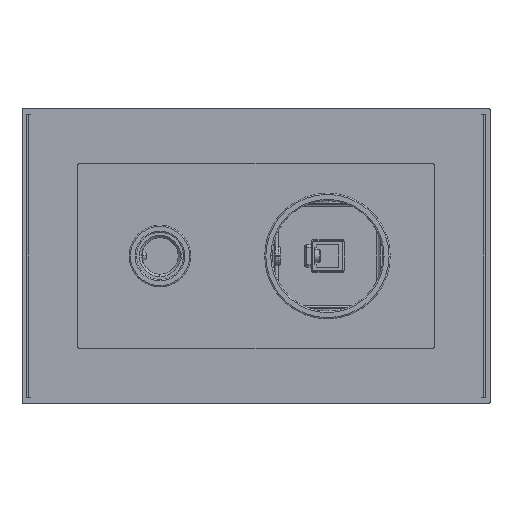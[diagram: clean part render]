
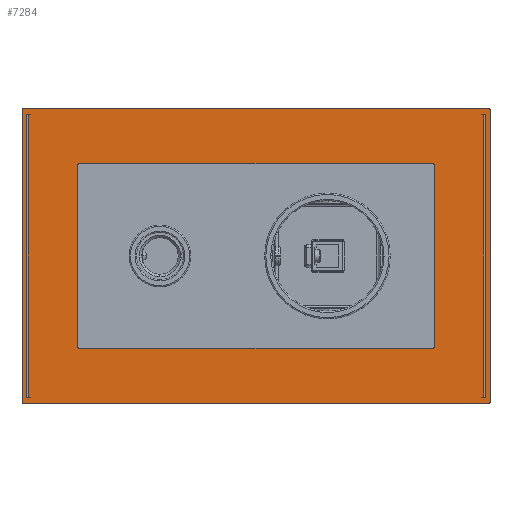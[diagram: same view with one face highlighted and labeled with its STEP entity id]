
A CAD part, left-side view. The second image highlights one B-rep face of the part: STEP entity #7284.
In plain terms, the highlighted planar face has unit normal (-1, 0, 0).
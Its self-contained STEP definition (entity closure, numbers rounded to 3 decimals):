
#5653=CARTESIAN_POINT('',(-10.,-65.5,-59.5));
#5654=DIRECTION('',(-1.,0.,0.));
#5655=DIRECTION('',(0.,0.,-1.));
#5656=AXIS2_PLACEMENT_3D('',#5653,#5654,#5655);
#5658=DIRECTION('',(0.,1.,0.));
#5659=VECTOR('',#5658,189.);
#5660=CARTESIAN_POINT('',(-10.,-65.5,-60.));
#5661=LINE('',#5660,#5659);
#5662=CARTESIAN_POINT('',(-10.,123.5,-59.5));
#5663=DIRECTION('',(-1.,0.,0.));
#5664=DIRECTION('',(0.,1.,0.));
#5665=AXIS2_PLACEMENT_3D('',#5662,#5663,#5664);
#5667=DIRECTION('',(0.,0.,1.));
#5668=VECTOR('',#5667,119.);
#5669=CARTESIAN_POINT('',(-10.,124.,-59.5));
#5670=LINE('',#5669,#5668);
#5671=CARTESIAN_POINT('',(-10.,123.5,59.5));
#5672=DIRECTION('',(-1.,0.,0.));
#5673=DIRECTION('',(0.,0.,1.));
#5674=AXIS2_PLACEMENT_3D('',#5671,#5672,#5673);
#5676=DIRECTION('',(0.,-1.,0.));
#5677=VECTOR('',#5676,189.);
#5678=CARTESIAN_POINT('',(-10.,123.5,60.));
#5679=LINE('',#5678,#5677);
#5680=CARTESIAN_POINT('',(-10.,-65.5,59.5));
#5681=DIRECTION('',(-1.,0.,0.));
#5682=DIRECTION('',(0.,-1.,0.));
#5683=AXIS2_PLACEMENT_3D('',#5680,#5681,#5682);
#5685=DIRECTION('',(0.,0.,-1.));
#5686=VECTOR('',#5685,119.);
#5687=CARTESIAN_POINT('',(-10.,-66.,59.5));
#5688=LINE('',#5687,#5686);
#5689=DIRECTION('',(0.,-1.,0.));
#5690=VECTOR('',#5689,1.5);
#5691=CARTESIAN_POINT('',(-10.,-62.5,57.5));
#5692=LINE('',#5691,#5690);
#5693=CARTESIAN_POINT('',(-10.,-62.5,56.5));
#5694=DIRECTION('',(-1.,0.,0.));
#5695=DIRECTION('',(0.,-1.,0.));
#5696=AXIS2_PLACEMENT_3D('',#5693,#5694,#5695);
#5698=DIRECTION('',(0.,0.,1.));
#5699=VECTOR('',#5698,113.);
#5700=CARTESIAN_POINT('',(-10.,-63.5,-56.5));
#5701=LINE('',#5700,#5699);
#5702=CARTESIAN_POINT('',(-10.,-62.5,-56.5));
#5703=DIRECTION('',(-1.,0.,0.));
#5704=DIRECTION('',(0.,0.,-1.));
#5705=AXIS2_PLACEMENT_3D('',#5702,#5703,#5704);
#5707=DIRECTION('',(0.,1.,0.));
#5708=VECTOR('',#5707,1.5);
#5709=CARTESIAN_POINT('',(-10.,-64.,-57.5));
#5710=LINE('',#5709,#5708);
#5711=DIRECTION('',(0.,0.,-1.));
#5712=VECTOR('',#5711,115.);
#5713=CARTESIAN_POINT('',(-10.,-64.,57.5));
#5714=LINE('',#5713,#5712);
#5715=DIRECTION('',(0.,1.,0.));
#5716=VECTOR('',#5715,143.);
#5717=CARTESIAN_POINT('',(-10.,-42.5,-37.5));
#5718=LINE('',#5717,#5716);
#5719=DIRECTION('',(0.,0.,-1.));
#5720=VECTOR('',#5719,73.);
#5721=CARTESIAN_POINT('',(-10.,-43.5,36.5));
#5722=LINE('',#5721,#5720);
#5723=DIRECTION('',(0.,-1.,0.));
#5724=VECTOR('',#5723,143.);
#5725=CARTESIAN_POINT('',(-10.,100.5,37.5));
#5726=LINE('',#5725,#5724);
#5727=DIRECTION('',(0.,0.,1.));
#5728=VECTOR('',#5727,73.);
#5729=CARTESIAN_POINT('',(-10.,101.5,-36.5));
#5730=LINE('',#5729,#5728);
#5731=DIRECTION('',(0.,1.,0.));
#5732=VECTOR('',#5731,1.5);
#5733=CARTESIAN_POINT('',(-10.,120.5,-57.5));
#5734=LINE('',#5733,#5732);
#5735=CARTESIAN_POINT('',(-10.,120.5,-56.5));
#5736=DIRECTION('',(-1.,0.,0.));
#5737=DIRECTION('',(0.,1.,0.));
#5738=AXIS2_PLACEMENT_3D('',#5735,#5736,#5737);
#5740=DIRECTION('',(0.,0.,-1.));
#5741=VECTOR('',#5740,113.);
#5742=CARTESIAN_POINT('',(-10.,121.5,56.5));
#5743=LINE('',#5742,#5741);
#5744=CARTESIAN_POINT('',(-10.,120.5,56.5));
#5745=DIRECTION('',(-1.,0.,0.));
#5746=DIRECTION('',(0.,0.,1.));
#5747=AXIS2_PLACEMENT_3D('',#5744,#5745,#5746);
#5749=DIRECTION('',(0.,-1.,0.));
#5750=VECTOR('',#5749,1.5);
#5751=CARTESIAN_POINT('',(-10.,122.,57.5));
#5752=LINE('',#5751,#5750);
#5753=DIRECTION('',(0.,0.,1.));
#5754=VECTOR('',#5753,115.);
#5755=CARTESIAN_POINT('',(-10.,122.,-57.5));
#5756=LINE('',#5755,#5754);
#6240=CARTESIAN_POINT('',(-10.,-42.5,-36.5));
#6241=DIRECTION('',(1.,0.,0.));
#6242=DIRECTION('',(0.,-1.,0.));
#6243=AXIS2_PLACEMENT_3D('',#6240,#6241,#6242);
#6258=CARTESIAN_POINT('',(-10.,-42.5,36.5));
#6259=DIRECTION('',(1.,0.,0.));
#6260=DIRECTION('',(0.,0.,1.));
#6261=AXIS2_PLACEMENT_3D('',#6258,#6259,#6260);
#6276=CARTESIAN_POINT('',(-10.,100.5,36.5));
#6277=DIRECTION('',(1.,0.,0.));
#6278=DIRECTION('',(0.,1.,0.));
#6279=AXIS2_PLACEMENT_3D('',#6276,#6277,#6278);
#6294=CARTESIAN_POINT('',(-10.,100.5,-36.5));
#6295=DIRECTION('',(1.,0.,0.));
#6296=DIRECTION('',(0.,0.,-1.));
#6297=AXIS2_PLACEMENT_3D('',#6294,#6295,#6296);
#6312=CARTESIAN_POINT('',(-10.,122.,-57.5));
#6313=CARTESIAN_POINT('',(-10.,122.,57.5));
#6314=VERTEX_POINT('',#6312);
#6315=VERTEX_POINT('',#6313);
#6316=CARTESIAN_POINT('',(-10.,-64.,57.5));
#6317=CARTESIAN_POINT('',(-10.,-64.,-57.5));
#6318=VERTEX_POINT('',#6316);
#6319=VERTEX_POINT('',#6317);
#6344=CARTESIAN_POINT('',(-10.,-65.5,-60.));
#6345=CARTESIAN_POINT('',(-10.,-66.,-59.5));
#6346=VERTEX_POINT('',#6344);
#6347=VERTEX_POINT('',#6345);
#6348=CARTESIAN_POINT('',(-10.,124.,-59.5));
#6349=CARTESIAN_POINT('',(-10.,123.5,-60.));
#6350=VERTEX_POINT('',#6348);
#6351=VERTEX_POINT('',#6349);
#6352=CARTESIAN_POINT('',(-10.,123.5,60.));
#6353=CARTESIAN_POINT('',(-10.,124.,59.5));
#6354=VERTEX_POINT('',#6352);
#6355=VERTEX_POINT('',#6353);
#6356=CARTESIAN_POINT('',(-10.,-66.,59.5));
#6357=CARTESIAN_POINT('',(-10.,-65.5,60.));
#6358=VERTEX_POINT('',#6356);
#6359=VERTEX_POINT('',#6357);
#6501=CARTESIAN_POINT('',(-10.,-43.5,36.5));
#6503=VERTEX_POINT('',#6501);
#6505=CARTESIAN_POINT('',(-10.,-42.5,37.5));
#6507=VERTEX_POINT('',#6505);
#6509=CARTESIAN_POINT('',(-10.,-42.5,-37.5));
#6511=VERTEX_POINT('',#6509);
#6513=CARTESIAN_POINT('',(-10.,-43.5,-36.5));
#6515=VERTEX_POINT('',#6513);
#6517=CARTESIAN_POINT('',(-10.,101.5,-36.5));
#6519=VERTEX_POINT('',#6517);
#6521=CARTESIAN_POINT('',(-10.,100.5,-37.5));
#6523=VERTEX_POINT('',#6521);
#6525=CARTESIAN_POINT('',(-10.,100.5,37.5));
#6527=VERTEX_POINT('',#6525);
#6529=CARTESIAN_POINT('',(-10.,101.5,36.5));
#6531=VERTEX_POINT('',#6529);
#6532=CARTESIAN_POINT('',(-10.,-63.5,-56.5));
#6534=VERTEX_POINT('',#6532);
#6536=CARTESIAN_POINT('',(-10.,-63.5,56.5));
#6538=VERTEX_POINT('',#6536);
#6540=CARTESIAN_POINT('',(-10.,121.5,56.5));
#6542=VERTEX_POINT('',#6540);
#6544=CARTESIAN_POINT('',(-10.,121.5,-56.5));
#6546=VERTEX_POINT('',#6544);
#6552=CARTESIAN_POINT('',(-10.,-62.5,-57.5));
#6553=VERTEX_POINT('',#6552);
#6554=CARTESIAN_POINT('',(-10.,120.5,-57.5));
#6555=VERTEX_POINT('',#6554);
#6560=CARTESIAN_POINT('',(-10.,-62.5,57.5));
#6561=VERTEX_POINT('',#6560);
#6562=CARTESIAN_POINT('',(-10.,120.5,57.5));
#6563=VERTEX_POINT('',#6562);
#7218=CARTESIAN_POINT('',(-10.,29.,0.));
#7219=DIRECTION('',(1.,0.,0.));
#7220=DIRECTION('',(0.,0.,-1.));
#7221=AXIS2_PLACEMENT_3D('',#7218,#7219,#7220);
#7222=PLANE('',#7221);
#7224=ORIENTED_EDGE('',*,*,#7223,.F.);
#7226=ORIENTED_EDGE('',*,*,#7225,.T.);
#7228=ORIENTED_EDGE('',*,*,#7227,.F.);
#7230=ORIENTED_EDGE('',*,*,#7229,.T.);
#7232=ORIENTED_EDGE('',*,*,#7231,.F.);
#7234=ORIENTED_EDGE('',*,*,#7233,.T.);
#7236=ORIENTED_EDGE('',*,*,#7235,.F.);
#7238=ORIENTED_EDGE('',*,*,#7237,.T.);
#7239=EDGE_LOOP('',(#7224,#7226,#7228,#7230,#7232,#7234,#7236,#7238));
#7240=FACE_OUTER_BOUND('',#7239,.F.);
#7242=ORIENTED_EDGE('',*,*,#7241,.F.);
#7244=ORIENTED_EDGE('',*,*,#7243,.F.);
#7246=ORIENTED_EDGE('',*,*,#7245,.F.);
#7247=ORIENTED_EDGE('',*,*,#7203,.F.);
#7248=ORIENTED_EDGE('',*,*,#7135,.F.);
#7250=ORIENTED_EDGE('',*,*,#7249,.F.);
#7251=EDGE_LOOP('',(#7242,#7244,#7246,#7247,#7248,#7250));
#7252=FACE_BOUND('',#7251,.F.);
#7254=ORIENTED_EDGE('',*,*,#7253,.F.);
#7256=ORIENTED_EDGE('',*,*,#7255,.F.);
#7258=ORIENTED_EDGE('',*,*,#7257,.F.);
#7260=ORIENTED_EDGE('',*,*,#7259,.F.);
#7262=ORIENTED_EDGE('',*,*,#7261,.F.);
#7264=ORIENTED_EDGE('',*,*,#7263,.F.);
#7266=ORIENTED_EDGE('',*,*,#7265,.F.);
#7268=ORIENTED_EDGE('',*,*,#7267,.F.);
#7269=EDGE_LOOP('',(#7254,#7256,#7258,#7260,#7262,#7264,#7266,#7268));
#7270=FACE_BOUND('',#7269,.F.);
#7271=ORIENTED_EDGE('',*,*,#7128,.F.);
#7273=ORIENTED_EDGE('',*,*,#7272,.F.);
#7275=ORIENTED_EDGE('',*,*,#7274,.F.);
#7277=ORIENTED_EDGE('',*,*,#7276,.F.);
#7279=ORIENTED_EDGE('',*,*,#7278,.F.);
#7281=ORIENTED_EDGE('',*,*,#7280,.F.);
#7282=EDGE_LOOP('',(#7271,#7273,#7275,#7277,#7279,#7281));
#7283=FACE_BOUND('',#7282,.F.);
#7284=ADVANCED_FACE('',(#7240,#7252,#7270,#7283),#7222,.F.);
#5657=CIRCLE('',#5656,0.5);
#5666=CIRCLE('',#5665,0.5);
#5675=CIRCLE('',#5674,0.5);
#5684=CIRCLE('',#5683,0.5);
#5697=CIRCLE('',#5696,1.);
#5706=CIRCLE('',#5705,1.);
#5739=CIRCLE('',#5738,1.);
#5748=CIRCLE('',#5747,1.);
#6244=CIRCLE('',#6243,1.);
#6262=CIRCLE('',#6261,1.);
#6280=CIRCLE('',#6279,1.);
#6298=CIRCLE('',#6297,1.);
#7128=EDGE_CURVE('',#6555,#6314,#5734,.T.);
#7135=EDGE_CURVE('',#6319,#6553,#5710,.T.);
#7203=EDGE_CURVE('',#6553,#6534,#5706,.T.);
#7223=EDGE_CURVE('',#6346,#6347,#5657,.T.);
#7225=EDGE_CURVE('',#6346,#6351,#5661,.T.);
#7227=EDGE_CURVE('',#6350,#6351,#5666,.T.);
#7229=EDGE_CURVE('',#6350,#6355,#5670,.T.);
#7231=EDGE_CURVE('',#6354,#6355,#5675,.T.);
#7233=EDGE_CURVE('',#6354,#6359,#5679,.T.);
#7235=EDGE_CURVE('',#6358,#6359,#5684,.T.);
#7237=EDGE_CURVE('',#6358,#6347,#5688,.T.);
#7241=EDGE_CURVE('',#6561,#6318,#5692,.T.);
#7243=EDGE_CURVE('',#6538,#6561,#5697,.T.);
#7245=EDGE_CURVE('',#6534,#6538,#5701,.T.);
#7249=EDGE_CURVE('',#6318,#6319,#5714,.T.);
#7253=EDGE_CURVE('',#6511,#6523,#5718,.T.);
#7255=EDGE_CURVE('',#6515,#6511,#6244,.T.);
#7257=EDGE_CURVE('',#6503,#6515,#5722,.T.);
#7259=EDGE_CURVE('',#6507,#6503,#6262,.T.);
#7261=EDGE_CURVE('',#6527,#6507,#5726,.T.);
#7263=EDGE_CURVE('',#6531,#6527,#6280,.T.);
#7265=EDGE_CURVE('',#6519,#6531,#5730,.T.);
#7267=EDGE_CURVE('',#6523,#6519,#6298,.T.);
#7272=EDGE_CURVE('',#6546,#6555,#5739,.T.);
#7274=EDGE_CURVE('',#6542,#6546,#5743,.T.);
#7276=EDGE_CURVE('',#6563,#6542,#5748,.T.);
#7278=EDGE_CURVE('',#6315,#6563,#5752,.T.);
#7280=EDGE_CURVE('',#6314,#6315,#5756,.T.);
